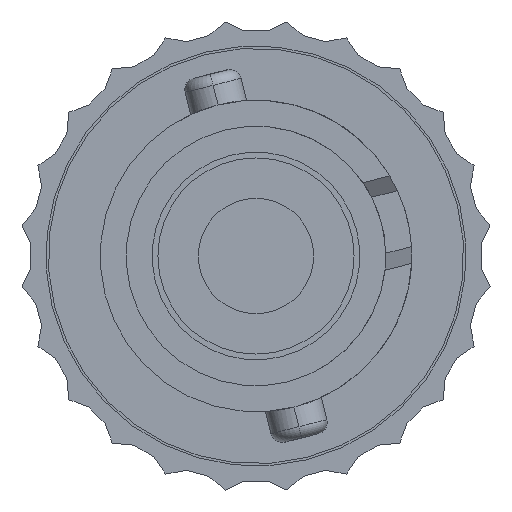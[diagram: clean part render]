
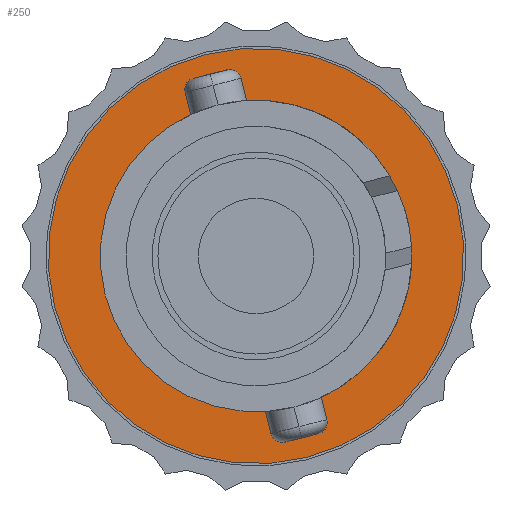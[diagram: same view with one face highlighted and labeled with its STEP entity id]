
A CAD part, front view. The second image highlights one B-rep face of the part: STEP entity #250.
In plain terms, the highlighted face is planar.
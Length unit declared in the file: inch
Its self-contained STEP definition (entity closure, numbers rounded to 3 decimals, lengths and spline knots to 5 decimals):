
#66 = EDGE_CURVE ( 'NONE', #111, #126, #2028, .T. ) ;
#111 = VERTEX_POINT ( 'NONE', #2143 ) ;
#116 = EDGE_CURVE ( 'NONE', #126, #111, #2137, .T. ) ;
#126 = VERTEX_POINT ( 'NONE', #2164 ) ;
#185 = ORIENTED_EDGE ( 'NONE', *, *, #116, .T. ) ;
#186 = EDGE_CURVE ( 'NONE', #325, #354, #2308, .T. ) ;
#217 = ORIENTED_EDGE ( 'NONE', *, *, #353, .F. ) ;
#222 = ORIENTED_EDGE ( 'NONE', *, *, #186, .F. ) ;
#245 = ORIENTED_EDGE ( 'NONE', *, *, #66, .T. ) ;
#246 = EDGE_LOOP ( 'NONE', ( #217, #222 ) ) ;
#248 = EDGE_LOOP ( 'NONE', ( #185, #245 ) ) ;
#250 = ADVANCED_FACE ( 'NONE', ( #2411, #2410 ), #2409, .T. ) ;
#325 = VERTEX_POINT ( 'NONE', #2547 ) ;
#353 = EDGE_CURVE ( 'NONE', #354, #325, #2614, .T. ) ;
#354 = VERTEX_POINT ( 'NONE', #2610 ) ;
#2024 = DIRECTION ( 'NONE',  ( 1., 0., 0. ) ) ;
#2025 = DIRECTION ( 'NONE',  ( 0., 0., 1. ) ) ;
#2026 = CARTESIAN_POINT ( 'NONE',  ( 0., 0., -0.175 ) ) ;
#2027 = AXIS2_PLACEMENT_3D ( 'NONE', #2026, #2025, #2024 ) ;
#2028 = CIRCLE ( 'NONE', #2027, 0.135 ) ;
#2133 = DIRECTION ( 'NONE',  ( 1., 0., 0. ) ) ;
#2134 = DIRECTION ( 'NONE',  ( 0., 0., 1. ) ) ;
#2135 = CARTESIAN_POINT ( 'NONE',  ( 0., 0., -0.175 ) ) ;
#2136 = AXIS2_PLACEMENT_3D ( 'NONE', #2135, #2134, #2133 ) ;
#2137 = CIRCLE ( 'NONE', #2136, 0.135 ) ;
#2143 = CARTESIAN_POINT ( 'NONE',  ( -0.135, 0., -0.175 ) ) ;
#2164 = CARTESIAN_POINT ( 'NONE',  ( 0.135, 0., -0.175 ) ) ;
#2304 = DIRECTION ( 'NONE',  ( 1., 0., 0. ) ) ;
#2305 = DIRECTION ( 'NONE',  ( 0., 0., 1. ) ) ;
#2306 = CARTESIAN_POINT ( 'NONE',  ( 0., 0., -0.175 ) ) ;
#2307 = AXIS2_PLACEMENT_3D ( 'NONE', #2306, #2305, #2304 ) ;
#2308 = CIRCLE ( 'NONE', #2307, 0.18 ) ;
#2405 = DIRECTION ( 'NONE',  ( -1., 0., 0. ) ) ;
#2406 = DIRECTION ( 'NONE',  ( 0., 0., -1. ) ) ;
#2407 = CARTESIAN_POINT ( 'NONE',  ( 0.135, 0., -0.175 ) ) ;
#2408 = AXIS2_PLACEMENT_3D ( 'NONE', #2407, #2406, #2405 ) ;
#2409 = PLANE ( 'NONE',  #2408 ) ;
#2410 = FACE_OUTER_BOUND ( 'NONE', #246, .T. ) ;
#2411 = FACE_BOUND ( 'NONE', #248, .T. ) ;
#2547 = CARTESIAN_POINT ( 'NONE',  ( -0.18, 0., -0.175 ) ) ;
#2610 = CARTESIAN_POINT ( 'NONE',  ( 0.18, 0., -0.175 ) ) ;
#2611 = DIRECTION ( 'NONE',  ( 1., 0., 0. ) ) ;
#2612 = DIRECTION ( 'NONE',  ( 0., 0., 1. ) ) ;
#2613 = AXIS2_PLACEMENT_3D ( 'NONE', #2618, #2612, #2611 ) ;
#2614 = CIRCLE ( 'NONE', #2613, 0.18 ) ;
#2618 = CARTESIAN_POINT ( 'NONE',  ( 0., 0., -0.175 ) ) ;
